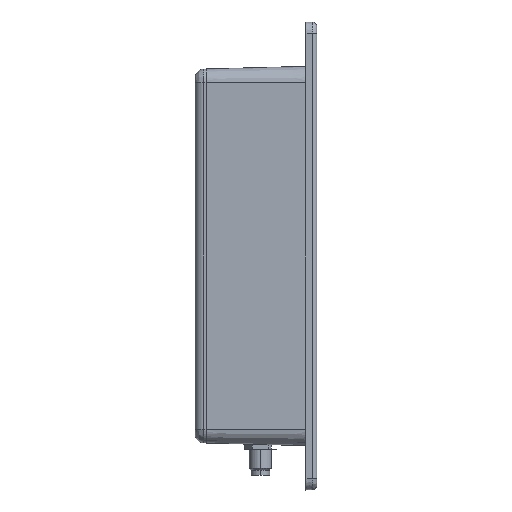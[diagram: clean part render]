
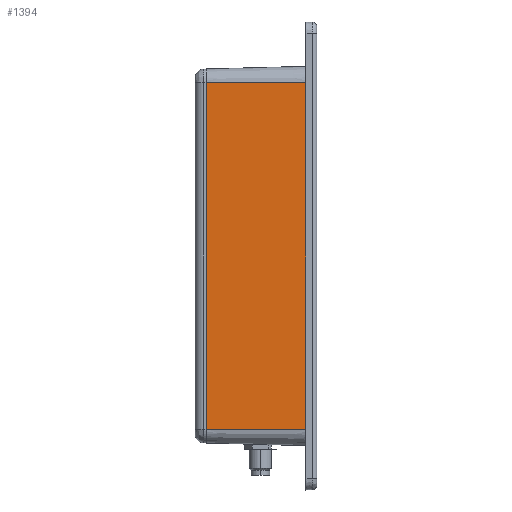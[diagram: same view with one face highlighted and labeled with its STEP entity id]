
A CAD part, left-side view. The second image highlights one B-rep face of the part: STEP entity #1394.
In plain terms, the highlighted planar face has unit normal (-1, 0.026, 0).
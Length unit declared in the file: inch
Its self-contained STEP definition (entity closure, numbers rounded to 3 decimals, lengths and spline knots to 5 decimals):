
#158 = CARTESIAN_POINT ( 'NONE',  ( -1.05817, 1.24513, 0. ) ) ;
#205 = VERTEX_POINT ( 'NONE', #3562 ) ;
#295 = VERTEX_POINT ( 'NONE', #1682 ) ;
#500 = PLANE ( 'NONE',  #1674 ) ;
#724 = ORIENTED_EDGE ( 'NONE', *, *, #3961, .T. ) ;
#864 = CARTESIAN_POINT ( 'NONE',  ( -1.05817, 1.24513, 0.1875 ) ) ;
#954 = VECTOR ( 'NONE', #4977, 39.37008 ) ;
#1179 = LINE ( 'NONE', #1830, #6110 ) ;
#1332 = VECTOR ( 'NONE', #1963, 39.37008 ) ;
#1394 = ADVANCED_FACE ( 'NONE', ( #3199 ), #500, .T. ) ;
#1395 = LINE ( 'NONE', #158, #2519 ) ;
#1484 = LINE ( 'NONE', #6108, #1332 ) ;
#1486 = EDGE_CURVE ( 'NONE', #205, #295, #1484, .T. ) ;
#1531 = ORIENTED_EDGE ( 'NONE', *, *, #1486, .F. ) ;
#1674 = AXIS2_PLACEMENT_3D ( 'NONE', #1879, #2079, #2321 ) ;
#1682 = CARTESIAN_POINT ( 'NONE',  ( -1.0875, 0.125, 4.0875 ) ) ;
#1830 = CARTESIAN_POINT ( 'NONE',  ( -515.53073, -19645.66929, 0.1875 ) ) ;
#1879 = CARTESIAN_POINT ( 'NONE',  ( -1.0875, 0.125, 0. ) ) ;
#1951 = CARTESIAN_POINT ( 'NONE',  ( -1.0875, 0.125, 0.1875 ) ) ;
#1963 = DIRECTION ( 'NONE',  ( -0.026, -1., 0. ) ) ;
#2079 = DIRECTION ( 'NONE',  ( -1., 0.026, 0. ) ) ;
#2321 = DIRECTION ( 'NONE',  ( -0.026, -1., 0. ) ) ;
#2519 = VECTOR ( 'NONE', #3487, 39.37008 ) ;
#2717 = VERTEX_POINT ( 'NONE', #1951 ) ;
#2718 = EDGE_CURVE ( 'NONE', #2717, #4553, #1179, .T. ) ;
#3199 = FACE_OUTER_BOUND ( 'NONE', #6079, .T. ) ;
#3476 = LINE ( 'NONE', #4492, #954 ) ;
#3487 = DIRECTION ( 'NONE',  ( 0., 0., -1. ) ) ;
#3562 = CARTESIAN_POINT ( 'NONE',  ( -1.05817, 1.24513, 4.0875 ) ) ;
#3961 = EDGE_CURVE ( 'NONE', #205, #4553, #1395, .T. ) ;
#4077 = EDGE_CURVE ( 'NONE', #295, #2717, #3476, .T. ) ;
#4349 = ORIENTED_EDGE ( 'NONE', *, *, #2718, .F. ) ;
#4492 = CARTESIAN_POINT ( 'NONE',  ( -1.0875, 0.125, 4.0875 ) ) ;
#4553 = VERTEX_POINT ( 'NONE', #864 ) ;
#4977 = DIRECTION ( 'NONE',  ( 0., 0., -1. ) ) ;
#5354 = ORIENTED_EDGE ( 'NONE', *, *, #4077, .F. ) ;
#5773 = DIRECTION ( 'NONE',  ( 0.026, 1., 0. ) ) ;
#6079 = EDGE_LOOP ( 'NONE', ( #4349, #5354, #1531, #724 ) ) ;
#6108 = CARTESIAN_POINT ( 'NONE',  ( -515.53073, -19645.66929, 4.0875 ) ) ;
#6110 = VECTOR ( 'NONE', #5773, 39.37008 ) ;
